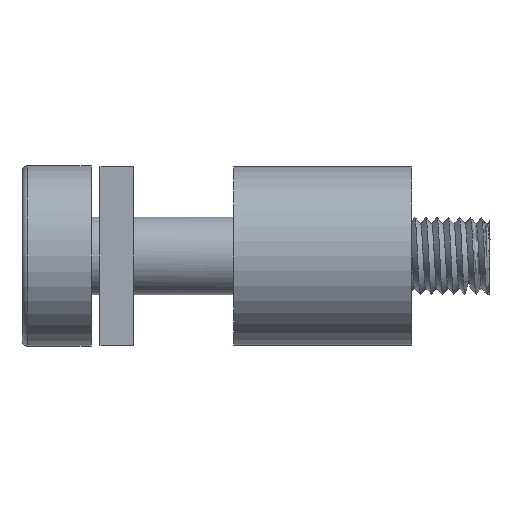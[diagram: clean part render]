
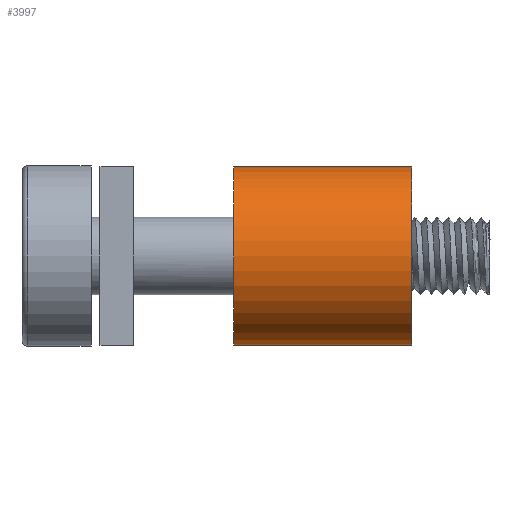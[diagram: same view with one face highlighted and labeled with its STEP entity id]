
A CAD part, left-side view. The second image highlights one B-rep face of the part: STEP entity #3997.
In plain terms, the highlighted cylindrical face has radius 4 mm (diameter 8 mm), a partial arc.
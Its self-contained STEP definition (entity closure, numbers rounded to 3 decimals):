
#39 = CARTESIAN_POINT ( 'NONE',  ( 0., -9., -4. ) ) ;
#171 = DIRECTION ( 'NONE',  ( 0., 1., 0. ) ) ;
#568 = ORIENTED_EDGE ( 'NONE', *, *, #773, .F. ) ;
#773 = EDGE_CURVE ( 'NONE', #10733, #11025, #6395, .T. ) ;
#1092 = CARTESIAN_POINT ( 'NONE',  ( 0., -17., 0. ) ) ;
#1322 = CARTESIAN_POINT ( 'NONE',  ( 0., -17., -4. ) ) ;
#1519 = CARTESIAN_POINT ( 'NONE',  ( 0., -9., 4. ) ) ;
#1572 = VERTEX_POINT ( 'NONE', #39 ) ;
#1992 = EDGE_CURVE ( 'NONE', #10733, #8857, #5619, .T. ) ;
#2002 = DIRECTION ( 'NONE',  ( 0., 0., -1. ) ) ;
#2241 = DIRECTION ( 'NONE',  ( 0., 1., 0. ) ) ;
#3178 = VECTOR ( 'NONE', #171, 1000. ) ;
#3370 = ORIENTED_EDGE ( 'NONE', *, *, #1992, .T. ) ;
#3997 = ADVANCED_FACE ( 'NONE', ( #10718 ), #7458, .T. ) ;
#4233 = AXIS2_PLACEMENT_3D ( 'NONE', #1092, #7475, #2002 ) ;
#4327 = DIRECTION ( 'NONE',  ( 0., -1., 0. ) ) ;
#4444 = ORIENTED_EDGE ( 'NONE', *, *, #7113, .T. ) ;
#4616 = AXIS2_PLACEMENT_3D ( 'NONE', #9779, #4327, #10690 ) ;
#5619 = LINE ( 'NONE', #5731, #3178 ) ;
#5731 = CARTESIAN_POINT ( 'NONE',  ( 0., -17., 4. ) ) ;
#6286 = EDGE_CURVE ( 'NONE', #11025, #1572, #10911, .T. ) ;
#6395 = CIRCLE ( 'NONE', #4233, 4. ) ;
#6438 = CARTESIAN_POINT ( 'NONE',  ( 0., -17., 4. ) ) ;
#6742 = DIRECTION ( 'NONE',  ( 0., 1., 0. ) ) ;
#6925 = AXIS2_PLACEMENT_3D ( 'NONE', #10346, #6742, #11303 ) ;
#7029 = EDGE_LOOP ( 'NONE', ( #11128, #568, #3370, #4444 ) ) ;
#7113 = EDGE_CURVE ( 'NONE', #8857, #1572, #11340, .T. ) ;
#7458 = CYLINDRICAL_SURFACE ( 'NONE', #6925, 4. ) ;
#7475 = DIRECTION ( 'NONE',  ( 0., -1., 0. ) ) ;
#8508 = VECTOR ( 'NONE', #2241, 1000. ) ;
#8857 = VERTEX_POINT ( 'NONE', #1519 ) ;
#9779 = CARTESIAN_POINT ( 'NONE',  ( 0., -9., 0. ) ) ;
#10194 = CARTESIAN_POINT ( 'NONE',  ( 0., -17., -4. ) ) ;
#10346 = CARTESIAN_POINT ( 'NONE',  ( 0., -17., 0. ) ) ;
#10690 = DIRECTION ( 'NONE',  ( 0., 0., -1. ) ) ;
#10718 = FACE_OUTER_BOUND ( 'NONE', #7029, .T. ) ;
#10733 = VERTEX_POINT ( 'NONE', #6438 ) ;
#10911 = LINE ( 'NONE', #1322, #8508 ) ;
#11025 = VERTEX_POINT ( 'NONE', #10194 ) ;
#11128 = ORIENTED_EDGE ( 'NONE', *, *, #6286, .F. ) ;
#11303 = DIRECTION ( 'NONE',  ( 0., 0., 1. ) ) ;
#11340 = CIRCLE ( 'NONE', #4616, 4. ) ;
